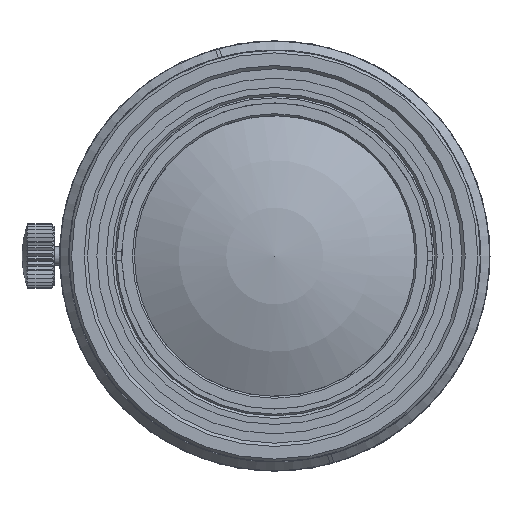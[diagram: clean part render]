
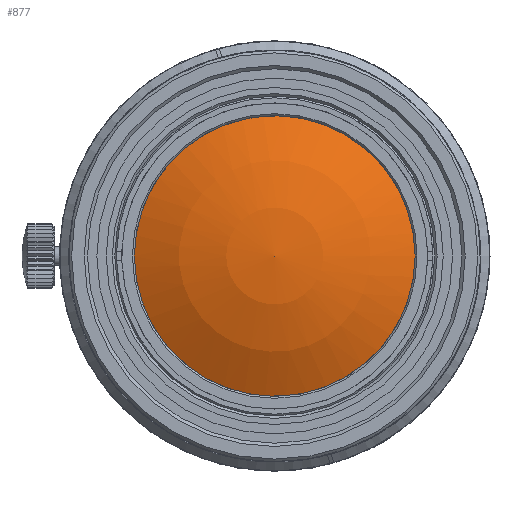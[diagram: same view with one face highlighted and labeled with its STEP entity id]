
A CAD part, left-side view. The second image highlights one B-rep face of the part: STEP entity #877.
In plain terms, the highlighted spherical face has radius 31.831 mm.
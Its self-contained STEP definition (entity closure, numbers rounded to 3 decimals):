
#107=SPHERICAL_SURFACE('',#8299,31.831);
#540=FACE_OUTER_BOUND('',#2362,.T.);
#877=ADVANCED_FACE('',(#540),#107,.T.);
#2362=EDGE_LOOP('',(#4695));
#4695=ORIENTED_EDGE('',*,*,#6899,.F.);
#5722=VERTEX_POINT('',#15805);
#6899=EDGE_CURVE('',#5722,#5722,#7776,.T.);
#7776=B_SPLINE_CURVE_WITH_KNOTS('',3,(#15787,#15788,#15789,#15790,#15791,
#15792,#15793,#15794,#15795,#15796,#15797,#15798,#15799,#15800,#15801,#15802,
#15803,#15804),.UNSPECIFIED.,.T.,.F.,(2,2,2,2,2,2,2,2,2,2,2),(-0.125,0.,
0.125,0.25,0.375,0.5,0.625,0.75,0.875,1.,1.125),.UNSPECIFIED.);
#8299=AXIS2_PLACEMENT_3D('',#15936,#9474,#9475);
#9474=DIRECTION('',(1.,0.,0.));
#9475=DIRECTION('',(0.,-1.,0.));
#15787=CARTESIAN_POINT('',(-199.694,15.,-3.927));
#15788=CARTESIAN_POINT('',(-199.694,15.,3.927));
#15789=CARTESIAN_POINT('',(-199.694,13.383,7.83));
#15790=CARTESIAN_POINT('',(-199.694,7.83,13.383));
#15791=CARTESIAN_POINT('',(-199.694,3.927,15.));
#15792=CARTESIAN_POINT('',(-199.694,-3.927,15.));
#15793=CARTESIAN_POINT('',(-199.694,-7.83,13.383));
#15794=CARTESIAN_POINT('',(-199.694,-13.383,7.83));
#15795=CARTESIAN_POINT('',(-199.694,-15.,3.927));
#15796=CARTESIAN_POINT('',(-199.694,-15.,-3.927));
#15797=CARTESIAN_POINT('',(-199.694,-13.383,-7.83));
#15798=CARTESIAN_POINT('',(-199.694,-7.83,-13.383));
#15799=CARTESIAN_POINT('',(-199.694,-3.927,-15.));
#15800=CARTESIAN_POINT('',(-199.694,3.927,-15.));
#15801=CARTESIAN_POINT('',(-199.694,7.83,-13.383));
#15802=CARTESIAN_POINT('',(-199.694,13.383,-7.83));
#15803=CARTESIAN_POINT('',(-199.694,15.,-3.927));
#15804=CARTESIAN_POINT('',(-199.694,15.,3.927));
#15805=CARTESIAN_POINT('',(-199.7,14.989,0.));
#15936=CARTESIAN_POINT('',(-171.619,0.,0.));
